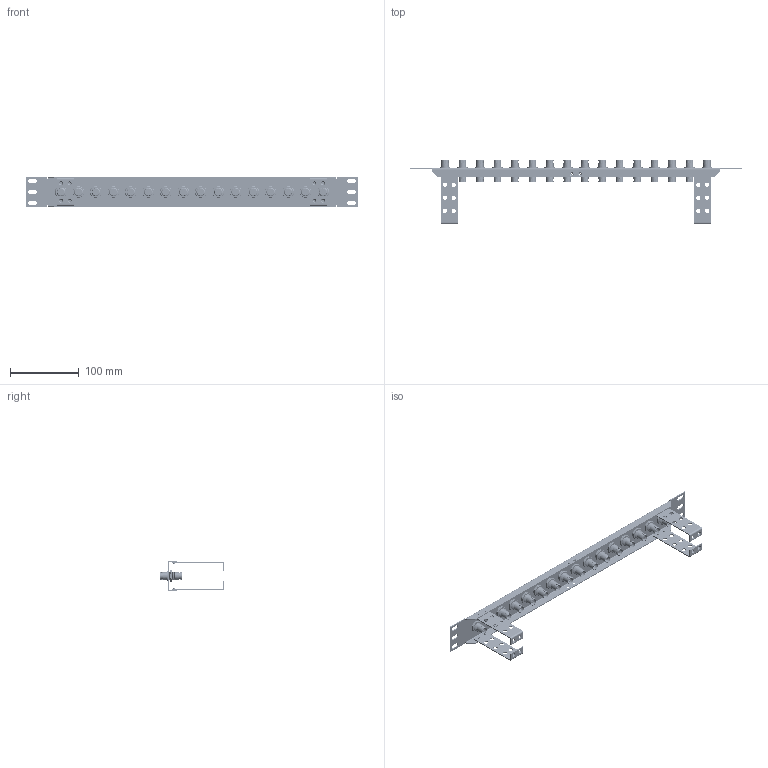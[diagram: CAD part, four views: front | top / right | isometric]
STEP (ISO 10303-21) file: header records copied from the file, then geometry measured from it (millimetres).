
FILE_DESCRIPTION (( 'STEP AP203' ), '1' );
FILE_NAME ('PR175B16CMB.STEP', '2015-04-08T17:38:32', ( 'x' ), ( '' ), 'SwSTEP 2.0', 'SolidWorks 2014', '' );
FILE_SCHEMA (( 'CONFIG_CONTROL_DESIGN' ));
Length unit declared in the file: inch
Products named in the file (8): PR175-16BLK; flat head phillips_4-40 x .187 FLAT HEAD SCREW; PR-CMB-B175; BA1089; 3AA03-005; 3AA02-008; PR175B16CMB
Assembly tree (32 placements, depth 3):
  PR175B16CMB
    PR175-16BLK
    flat head phillips_4-40 x .187 FLAT HEAD SCREW  x8
    PR-CMB-B175  x4
    BA1089  x16
      BA1089
      3AA03-005
      3AA02-008
Bounding box: 482.6 x 93.34 x 43.94 mm (x, y, z)
Volume: 95349.7 mm3; surface area: 129461.2 mm2
Topology: 61 solids, 61 shells, 4941 faces, 12744 edges, 8168 vertices
Faces by surface type: plane 1869, cylinder 1648, cone 1208, bspline 152, torus 64
Entity records: 34315 total; most frequent: CARTESIAN_POINT 11850, ORIENTED_EDGE 4576, DIRECTION 3855, EDGE_CURVE 2288, VERTEX_POINT 1490, LINE 1453, VECTOR 1453, AXIS2_PLACEMENT_3D 1201
